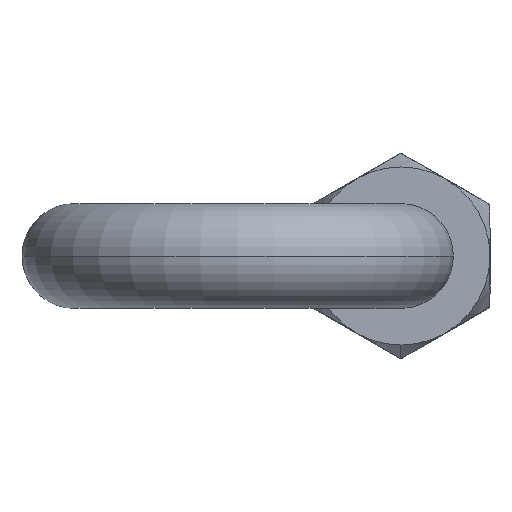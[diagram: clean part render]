
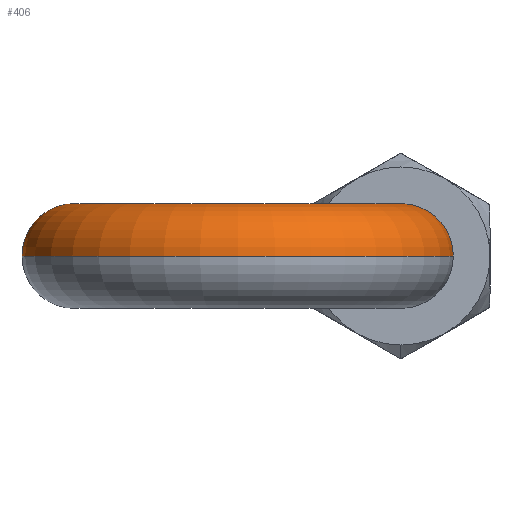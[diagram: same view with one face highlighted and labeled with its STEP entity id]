
A CAD part, front view. The second image highlights one B-rep face of the part: STEP entity #406.
In plain terms, the highlighted toroidal (fillet/blend) face has major radius 14.025 mm and minor radius 4.5 mm.
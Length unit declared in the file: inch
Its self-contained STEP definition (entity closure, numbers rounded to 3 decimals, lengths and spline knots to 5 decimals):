
#62 = ORIENTED_EDGE ( 'NONE', *, *, #1285, .T. ) ;
#75 = VERTEX_POINT ( 'NONE', #1338 ) ;
#170 = CIRCLE ( 'NONE', #1982, 0.375 ) ;
#232 = CIRCLE ( 'NONE', #1788, 0.17717 ) ;
#268 = EDGE_LOOP ( 'NONE', ( #2291, #62, #2498, #327, #1746 ) ) ;
#273 = DIRECTION ( 'NONE',  ( 0., 1., 0. ) ) ;
#285 = CARTESIAN_POINT ( 'NONE',  ( 0., -0.875, 0. ) ) ;
#323 = VERTEX_POINT ( 'NONE', #778 ) ;
#327 = ORIENTED_EDGE ( 'NONE', *, *, #1243, .F. ) ;
#406 = ADVANCED_FACE ( 'NONE', ( #1247 ), #2235, .T. ) ;
#411 = DIRECTION ( 'NONE',  ( 1., 0., 0. ) ) ;
#426 = DIRECTION ( 'NONE',  ( 0., 0., 1. ) ) ;
#459 = DIRECTION ( 'NONE',  ( 0., 0., 1. ) ) ;
#490 = DIRECTION ( 'NONE',  ( 0., 0., 1. ) ) ;
#623 = AXIS2_PLACEMENT_3D ( 'NONE', #845, #2228, #459 ) ;
#778 = CARTESIAN_POINT ( 'NONE',  ( 0.375, -0.875, 0. ) ) ;
#788 = CIRCLE ( 'NONE', #623, 0.17717 ) ;
#843 = VERTEX_POINT ( 'NONE', #1404 ) ;
#845 = CARTESIAN_POINT ( 'NONE',  ( 0.55217, -0.875, 0. ) ) ;
#870 = EDGE_CURVE ( 'NONE', #843, #75, #2381, .T. ) ;
#909 = CARTESIAN_POINT ( 'NONE',  ( -0.55217, -0.875, 0. ) ) ;
#926 = DIRECTION ( 'NONE',  ( 0., 0., 1. ) ) ;
#1243 = EDGE_CURVE ( 'NONE', #75, #323, #170, .T. ) ;
#1247 = FACE_OUTER_BOUND ( 'NONE', #268, .T. ) ;
#1269 = CARTESIAN_POINT ( 'NONE',  ( 0., -0.875, 0. ) ) ;
#1285 = EDGE_CURVE ( 'NONE', #2009, #1302, #2371, .T. ) ;
#1302 = VERTEX_POINT ( 'NONE', #1851 ) ;
#1311 = AXIS2_PLACEMENT_3D ( 'NONE', #1829, #273, #2250 ) ;
#1338 = CARTESIAN_POINT ( 'NONE',  ( -0.375, -0.875, 0. ) ) ;
#1359 = AXIS2_PLACEMENT_3D ( 'NONE', #1269, #1862, #2049 ) ;
#1404 = CARTESIAN_POINT ( 'NONE',  ( -0.55217, -0.875, 0.17717 ) ) ;
#1507 = DIRECTION ( 'NONE',  ( 0., 1., 0. ) ) ;
#1746 = ORIENTED_EDGE ( 'NONE', *, *, #870, .F. ) ;
#1788 = AXIS2_PLACEMENT_3D ( 'NONE', #909, #1507, #926 ) ;
#1829 = CARTESIAN_POINT ( 'NONE',  ( -0.55217, -0.875, 0. ) ) ;
#1842 = AXIS2_PLACEMENT_3D ( 'NONE', #2180, #426, #411 ) ;
#1851 = CARTESIAN_POINT ( 'NONE',  ( 0.72933, -0.875, 0. ) ) ;
#1860 = DIRECTION ( 'NONE',  ( 1., 0., 0. ) ) ;
#1862 = DIRECTION ( 'NONE',  ( 0., 0., 1. ) ) ;
#1888 = EDGE_CURVE ( 'NONE', #2009, #843, #232, .T. ) ;
#1961 = CARTESIAN_POINT ( 'NONE',  ( -0.72933, -0.875, 0. ) ) ;
#1982 = AXIS2_PLACEMENT_3D ( 'NONE', #285, #490, #1860 ) ;
#2009 = VERTEX_POINT ( 'NONE', #1961 ) ;
#2048 = EDGE_CURVE ( 'NONE', #1302, #323, #788, .T. ) ;
#2049 = DIRECTION ( 'NONE',  ( 1., 0., 0. ) ) ;
#2180 = CARTESIAN_POINT ( 'NONE',  ( 0., -0.875, 0. ) ) ;
#2228 = DIRECTION ( 'NONE',  ( 0., -1., 0. ) ) ;
#2235 = TOROIDAL_SURFACE ( 'NONE', #1842, 0.55217, 0.17717 ) ;
#2250 = DIRECTION ( 'NONE',  ( 0., 0., 1. ) ) ;
#2291 = ORIENTED_EDGE ( 'NONE', *, *, #1888, .F. ) ;
#2371 = CIRCLE ( 'NONE', #1359, 0.72933 ) ;
#2381 = CIRCLE ( 'NONE', #1311, 0.17717 ) ;
#2498 = ORIENTED_EDGE ( 'NONE', *, *, #2048, .T. ) ;
